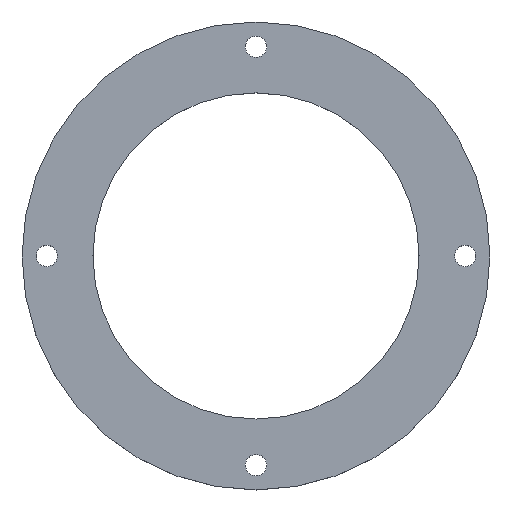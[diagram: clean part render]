
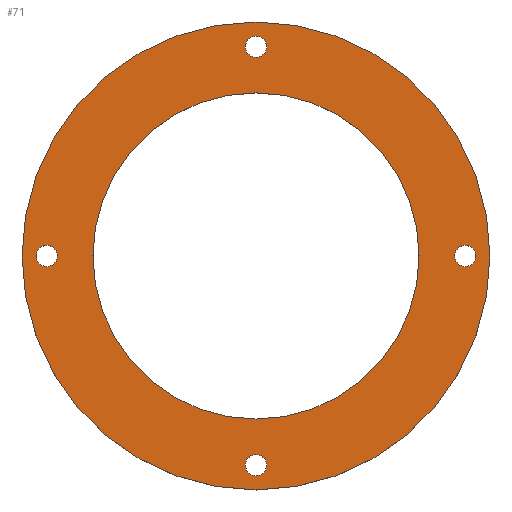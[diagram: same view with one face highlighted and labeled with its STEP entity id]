
A CAD part, top view. The second image highlights one B-rep face of the part: STEP entity #71.
In plain terms, the highlighted planar face has unit normal (0, 0, 1).
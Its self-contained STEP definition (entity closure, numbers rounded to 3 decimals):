
#71=ADVANCED_FACE('',(#151,#153,#155,#157,#159,#161),#163,.T.);
#151=FACE_BOUND('',#152,.T.);
#152=EDGE_LOOP('',(#221));
#153=FACE_BOUND('',#154,.T.);
#154=EDGE_LOOP('',(#222));
#155=FACE_BOUND('',#156,.T.);
#156=EDGE_LOOP('',(#223));
#157=FACE_BOUND('',#158,.T.);
#158=EDGE_LOOP('',(#224));
#159=FACE_BOUND('',#160,.T.);
#160=EDGE_LOOP('',(#225));
#161=FACE_BOUND('',#162,.T.);
#162=EDGE_LOOP('',(#226));
#163=PLANE('',#164);
#164=AXIS2_PLACEMENT_3D('',#165,#166,#167);
#165=CARTESIAN_POINT('',(0.,0.,5.));
#166=DIRECTION('',(0.,0.,1.));
#167=DIRECTION('',(0.,1.,0.));
#221=ORIENTED_EDGE('',*,*,#244,.F.);
#222=ORIENTED_EDGE('',*,*,#245,.T.);
#223=ORIENTED_EDGE('',*,*,#246,.T.);
#224=ORIENTED_EDGE('',*,*,#247,.T.);
#225=ORIENTED_EDGE('',*,*,#248,.T.);
#226=ORIENTED_EDGE('',*,*,#237,.T.);
#237=EDGE_CURVE('',#249,#249,#250,.T.);
#244=EDGE_CURVE('',#263,#263,#264,.T.);
#245=EDGE_CURVE('',#265,#265,#266,.T.);
#246=EDGE_CURVE('',#267,#267,#268,.T.);
#247=EDGE_CURVE('',#269,#269,#270,.T.);
#248=EDGE_CURVE('',#271,#271,#272,.T.);
#249=VERTEX_POINT('',#273);
#250=CIRCLE('',#274,23.);
#263=VERTEX_POINT('',#308);
#264=CIRCLE('',#309,33.);
#265=VERTEX_POINT('',#313);
#266=CIRCLE('',#314,1.5);
#267=VERTEX_POINT('',#318);
#268=CIRCLE('',#319,1.5);
#269=VERTEX_POINT('',#323);
#270=CIRCLE('',#324,1.5);
#271=VERTEX_POINT('',#328);
#272=CIRCLE('',#329,1.5);
#273=CARTESIAN_POINT('',(0.,23.,5.));
#274=AXIS2_PLACEMENT_3D('',#275,#276,#277);
#275=CARTESIAN_POINT('',(0.,0.,5.));
#276=DIRECTION('',(0.,0.,-1.));
#277=DIRECTION('',(0.,1.,0.));
#308=CARTESIAN_POINT('',(0.,33.,5.));
#309=AXIS2_PLACEMENT_3D('',#310,#311,#312);
#310=CARTESIAN_POINT('',(0.,0.,5.));
#311=DIRECTION('',(0.,0.,-1.));
#312=DIRECTION('',(0.,1.,0.));
#313=CARTESIAN_POINT('',(-31.,0.,5.));
#314=AXIS2_PLACEMENT_3D('',#315,#316,#317);
#315=CARTESIAN_POINT('',(-29.5,0.,5.));
#316=DIRECTION('',(0.,0.,-1.));
#317=DIRECTION('',(-1.,0.,0.));
#318=CARTESIAN_POINT('',(0.,31.,5.));
#319=AXIS2_PLACEMENT_3D('',#320,#321,#322);
#320=CARTESIAN_POINT('',(0.,29.5,5.));
#321=DIRECTION('',(0.,0.,-1.));
#322=DIRECTION('',(0.,1.,0.));
#323=CARTESIAN_POINT('',(31.,0.,5.));
#324=AXIS2_PLACEMENT_3D('',#325,#326,#327);
#325=CARTESIAN_POINT('',(29.5,0.,5.));
#326=DIRECTION('',(0.,0.,-1.));
#327=DIRECTION('',(1.,0.,0.));
#328=CARTESIAN_POINT('',(0.,-31.,5.));
#329=AXIS2_PLACEMENT_3D('',#330,#331,#332);
#330=CARTESIAN_POINT('',(0.,-29.5,5.));
#331=DIRECTION('',(0.,0.,-1.));
#332=DIRECTION('',(0.,-1.,0.));
